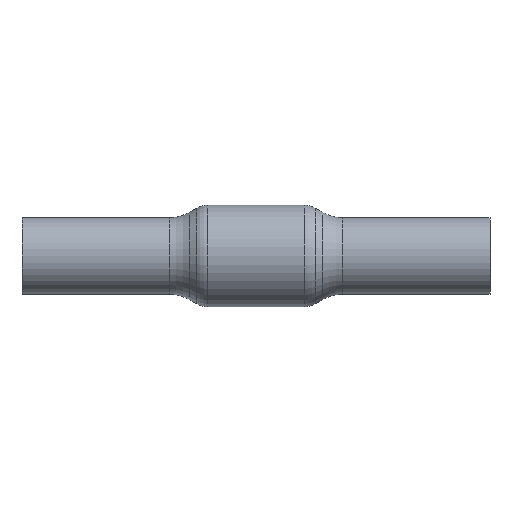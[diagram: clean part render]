
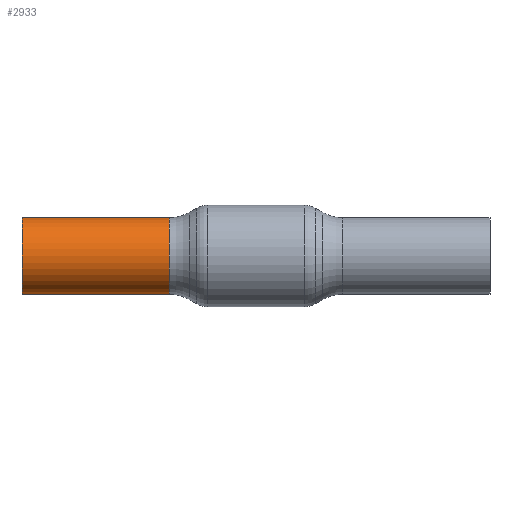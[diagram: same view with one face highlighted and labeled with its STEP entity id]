
A CAD part, front view. The second image highlights one B-rep face of the part: STEP entity #2933.
In plain terms, the highlighted cylindrical face has radius 21.2 mm (diameter 42.4 mm), a partial arc.
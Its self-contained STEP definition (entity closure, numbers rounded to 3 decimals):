
#2933 = ADVANCED_FACE ( 'NONE', ( #11615 ), #36877, .T. ) ;
#8339 = LINE ( 'NONE', #25251, #32345 ) ;
#9030 = LINE ( 'NONE', #26205, #9480 ) ;
#9480 = VECTOR ( 'NONE', #43175, 1000. ) ;
#10139 = CARTESIAN_POINT ( 'NONE',  ( -48.106, 0., 0. ) ) ;
#10516 = CARTESIAN_POINT ( 'NONE',  ( -130., 0., 21.2 ) ) ;
#10940 = DIRECTION ( 'NONE',  ( 0., 0., 1. ) ) ;
#11076 = DIRECTION ( 'NONE',  ( -1., 0., 0. ) ) ;
#11615 = FACE_OUTER_BOUND ( 'NONE', #46815, .T. ) ;
#14239 = ORIENTED_EDGE ( 'NONE', *, *, #41494, .F. ) ;
#15106 = CARTESIAN_POINT ( 'NONE',  ( -130., 0., 0. ) ) ;
#17257 = EDGE_CURVE ( 'NONE', #44246, #41210, #27311, .T. ) ;
#17844 = VERTEX_POINT ( 'NONE', #10516 ) ;
#22920 = CARTESIAN_POINT ( 'NONE',  ( -48.106, 0., -21.2 ) ) ;
#25251 = CARTESIAN_POINT ( 'NONE',  ( -62.69, 0., -21.2 ) ) ;
#25593 = CARTESIAN_POINT ( 'NONE',  ( -48.106, 0., 21.2 ) ) ;
#26205 = CARTESIAN_POINT ( 'NONE',  ( -62.69, 0., 21.2 ) ) ;
#27027 = DIRECTION ( 'NONE',  ( 0., 0., 1. ) ) ;
#27311 = CIRCLE ( 'NONE', #42456, 21.2 ) ;
#27355 = VERTEX_POINT ( 'NONE', #42621 ) ;
#27392 = EDGE_CURVE ( 'NONE', #41210, #17844, #9030, .T. ) ;
#28522 = DIRECTION ( 'NONE',  ( 0., 0., 1. ) ) ;
#32017 = DIRECTION ( 'NONE',  ( -1., 0., 0. ) ) ;
#32345 = VECTOR ( 'NONE', #46639, 1000. ) ;
#33363 = CIRCLE ( 'NONE', #50211, 21.2 ) ;
#35099 = DIRECTION ( 'NONE',  ( -1., 0., 0. ) ) ;
#36877 = CYLINDRICAL_SURFACE ( 'NONE', #46990, 21.2 ) ;
#40913 = ORIENTED_EDGE ( 'NONE', *, *, #17257, .T. ) ;
#41210 = VERTEX_POINT ( 'NONE', #25593 ) ;
#41494 = EDGE_CURVE ( 'NONE', #44246, #27355, #8339, .T. ) ;
#42456 = AXIS2_PLACEMENT_3D ( 'NONE', #10139, #35099, #27027 ) ;
#42621 = CARTESIAN_POINT ( 'NONE',  ( -130., 0., -21.2 ) ) ;
#43175 = DIRECTION ( 'NONE',  ( -1., 0., 0. ) ) ;
#44246 = VERTEX_POINT ( 'NONE', #22920 ) ;
#44460 = EDGE_CURVE ( 'NONE', #27355, #17844, #33363, .T. ) ;
#45519 = ORIENTED_EDGE ( 'NONE', *, *, #44460, .F. ) ;
#46639 = DIRECTION ( 'NONE',  ( -1., 0., 0. ) ) ;
#46815 = EDGE_LOOP ( 'NONE', ( #14239, #40913, #50501, #45519 ) ) ;
#46990 = AXIS2_PLACEMENT_3D ( 'NONE', #49095, #11076, #28522 ) ;
#49095 = CARTESIAN_POINT ( 'NONE',  ( -62.69, 0., 0. ) ) ;
#50211 = AXIS2_PLACEMENT_3D ( 'NONE', #15106, #32017, #10940 ) ;
#50501 = ORIENTED_EDGE ( 'NONE', *, *, #27392, .T. ) ;
